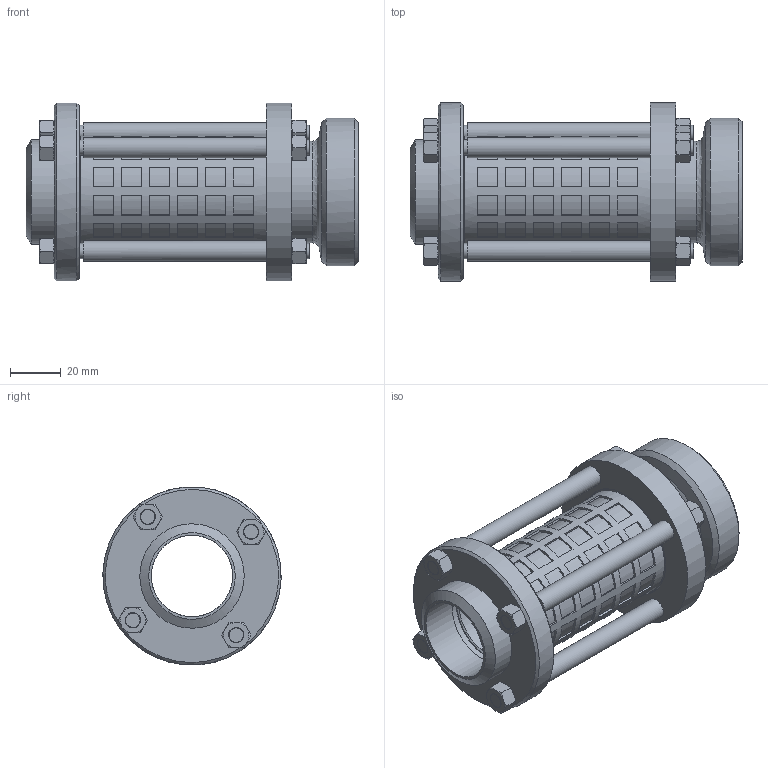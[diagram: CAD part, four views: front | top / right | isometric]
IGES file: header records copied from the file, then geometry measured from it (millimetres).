
Global section: file name: 51030032000; native system: Autodesk Inventor 2015; preprocessor: unknown; author: Struska Martin; date: 20160315.101431; units: millimetre
Bounding box: 130.4 x 70 x 69.85 mm (x, y, z)
Volume: 146106.3 mm3; surface area: 74566 mm2
Topology: 2 solids, 8 shells, 544 faces, 1465 edges, 956 vertices
Faces by surface type: bspline 544
